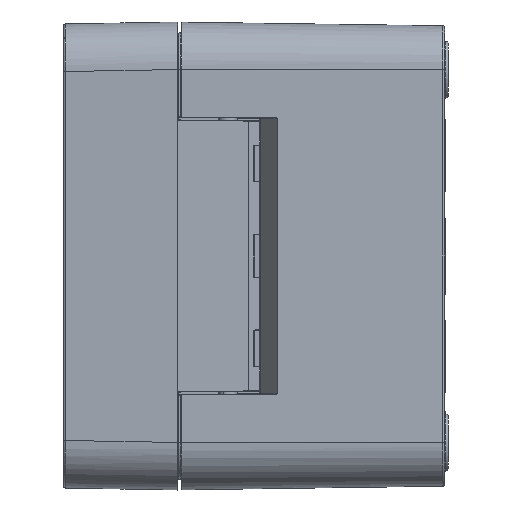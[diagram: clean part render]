
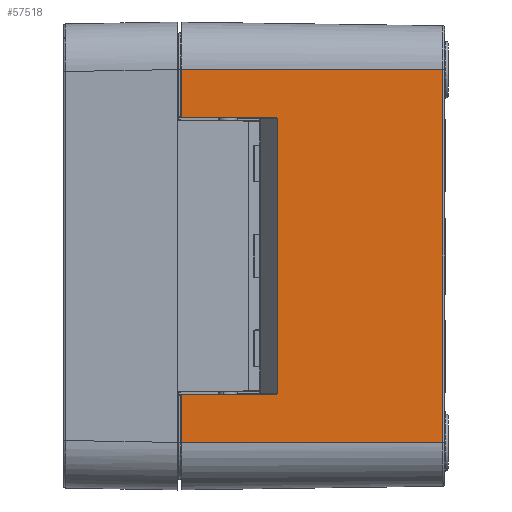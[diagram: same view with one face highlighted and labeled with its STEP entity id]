
A CAD part, left-side view. The second image highlights one B-rep face of the part: STEP entity #57518.
In plain terms, the highlighted planar face has unit normal (-1, -0.014, 0).
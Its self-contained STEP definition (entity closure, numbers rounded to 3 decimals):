
#54743 = EDGE_CURVE ( 'NONE', #54745, #54748, #121919, .T. ) ;
#54745 = VERTEX_POINT ( 'NONE', #121915 ) ;
#54748 = VERTEX_POINT ( 'NONE', #121914 ) ;
#57263 = VERTEX_POINT ( 'NONE', #126519 ) ;
#57343 = VERTEX_POINT ( 'NONE', #126657 ) ;
#57346 = EDGE_CURVE ( 'NONE', #57348, #57343, #126659, .T. ) ;
#57348 = VERTEX_POINT ( 'NONE', #126661 ) ;
#57357 = EDGE_CURVE ( 'NONE', #57359, #57263, #126699, .T. ) ;
#57359 = VERTEX_POINT ( 'NONE', #126695 ) ;
#57392 = VERTEX_POINT ( 'NONE', #126772 ) ;
#57400 = VERTEX_POINT ( 'NONE', #126766 ) ;
#57403 = EDGE_CURVE ( 'NONE', #57392, #57400, #126834, .T. ) ;
#57456 = EDGE_CURVE ( 'NONE', #57343, #57392, #126896, .T. ) ;
#57507 = VERTEX_POINT ( 'NONE', #127333 ) ;
#57508 = ORIENTED_EDGE ( 'NONE', *, *, #57509, .T. ) ;
#57509 = EDGE_CURVE ( 'NONE', #57507, #57348, #127331, .T. ) ;
#57510 = ORIENTED_EDGE ( 'NONE', *, *, #57346, .T. ) ;
#57513 = EDGE_CURVE ( 'NONE', #57400, #57359, #127326, .T. ) ;
#57518 = ADVANCED_FACE ( 'NONE', ( #127416 ), #127411, .T. ) ;
#57520 = EDGE_LOOP ( 'NONE', ( #57522, #57524, #57528, #57530, #57628, #57631, #57634, #57508, #57510, #57601, #57602, #57604 ) ) ;
#57522 = ORIENTED_EDGE ( 'NONE', *, *, #57357, .T. ) ;
#57524 = ORIENTED_EDGE ( 'NONE', *, *, #57525, .T. ) ;
#57525 = EDGE_CURVE ( 'NONE', #57263, #54745, #127438, .T. ) ;
#57528 = ORIENTED_EDGE ( 'NONE', *, *, #54743, .T. ) ;
#57530 = ORIENTED_EDGE ( 'NONE', *, *, #57626, .T. ) ;
#57601 = ORIENTED_EDGE ( 'NONE', *, *, #57456, .T. ) ;
#57602 = ORIENTED_EDGE ( 'NONE', *, *, #57403, .T. ) ;
#57604 = ORIENTED_EDGE ( 'NONE', *, *, #57513, .T. ) ;
#57626 = EDGE_CURVE ( 'NONE', #54748, #57627, #127635, .T. ) ;
#57627 = VERTEX_POINT ( 'NONE', #127637 ) ;
#57628 = ORIENTED_EDGE ( 'NONE', *, *, #57629, .F. ) ;
#57629 = EDGE_CURVE ( 'NONE', #57630, #57627, #127636, .T. ) ;
#57630 = VERTEX_POINT ( 'NONE', #127675 ) ;
#57631 = ORIENTED_EDGE ( 'NONE', *, *, #57632, .T. ) ;
#57632 = EDGE_CURVE ( 'NONE', #57630, #57633, #127671, .T. ) ;
#57633 = VERTEX_POINT ( 'NONE', #127673 ) ;
#57634 = ORIENTED_EDGE ( 'NONE', *, *, #57635, .F. ) ;
#57635 = EDGE_CURVE ( 'NONE', #57507, #57633, #127672, .T. ) ;
#121914 = CARTESIAN_POINT ( 'NONE',  ( -100.363, -27.898, 36.274 ) ) ;
#121915 = CARTESIAN_POINT ( 'NONE',  ( -100.71, -2.899, 36.492 ) ) ;
#121916 = DIRECTION ( 'NONE',  ( 0.014, -1., -0.009 ) ) ;
#121917 = VECTOR ( 'NONE', #121916, 1000. ) ;
#121918 = CARTESIAN_POINT ( 'NONE',  ( -100.753, 0.218, 36.519 ) ) ;
#121919 = LINE ( 'NONE', #121918, #121917 ) ;
#126519 = CARTESIAN_POINT ( 'NONE',  ( -100.711, -2.8, 36.592 ) ) ;
#126657 = CARTESIAN_POINT ( 'NONE',  ( -100.711, -2.8, -49.004 ) ) ;
#126659 = LINE ( 'NONE', #126664, #126663 ) ;
#126661 = CARTESIAN_POINT ( 'NONE',  ( -100.711, -2.8, -36.592 ) ) ;
#126662 = DIRECTION ( 'NONE',  ( 0., 0., -1. ) ) ;
#126663 = VECTOR ( 'NONE', #126662, 1000. ) ;
#126664 = CARTESIAN_POINT ( 'NONE',  ( -100.711, -2.8, 61.5 ) ) ;
#126695 = CARTESIAN_POINT ( 'NONE',  ( -100.711, -2.8, 49.004 ) ) ;
#126696 = DIRECTION ( 'NONE',  ( 0., 0., -1. ) ) ;
#126697 = VECTOR ( 'NONE', #126696, 1000. ) ;
#126698 = CARTESIAN_POINT ( 'NONE',  ( -100.711, -2.8, 61.5 ) ) ;
#126699 = LINE ( 'NONE', #126698, #126697 ) ;
#126766 = CARTESIAN_POINT ( 'NONE',  ( -99.758, -71.507, 49.002 ) ) ;
#126772 = CARTESIAN_POINT ( 'NONE',  ( -99.758, -71.507, -49.002 ) ) ;
#126831 = DIRECTION ( 'NONE',  ( 0., 0., 1. ) ) ;
#126832 = VECTOR ( 'NONE', #126831, 1000. ) ;
#126833 = CARTESIAN_POINT ( 'NONE',  ( -99.758, -71.507, 61.5 ) ) ;
#126834 = LINE ( 'NONE', #126833, #126832 ) ;
#126896 = B_SPLINE_CURVE_WITH_KNOTS ( 'NONE', 3,
 ( #126935, #126933, #126932, #126931 ),
 .UNSPECIFIED., .F., .F.,
 ( 4, 4 ),
 ( 0.408, 0.599 ),
 .UNSPECIFIED. ) ;
#126931 = CARTESIAN_POINT ( 'NONE',  ( -99.758, -71.507, -49.002 ) ) ;
#126932 = CARTESIAN_POINT ( 'NONE',  ( -100.076, -48.605, -49.003 ) ) ;
#126933 = CARTESIAN_POINT ( 'NONE',  ( -100.393, -25.702, -49.003 ) ) ;
#126935 = CARTESIAN_POINT ( 'NONE',  ( -100.711, -2.8, -49.004 ) ) ;
#127326 = B_SPLINE_CURVE_WITH_KNOTS ( 'NONE', 3,
 ( #127415, #127414, #127413, #127412 ),
 .UNSPECIFIED., .F., .F.,
 ( 4, 4 ),
 ( 0.401, 0.592 ),
 .UNSPECIFIED. ) ;
#127327 = CARTESIAN_POINT ( 'NONE',  ( -100.711, -2.8, -36.592 ) ) ;
#127328 = CARTESIAN_POINT ( 'NONE',  ( -100.711, -2.8, -36.534 ) ) ;
#127329 = CARTESIAN_POINT ( 'NONE',  ( -100.711, -2.841, -36.493 ) ) ;
#127330 = CARTESIAN_POINT ( 'NONE',  ( -100.71, -2.899, -36.492 ) ) ;
#127331 =( BOUNDED_CURVE ( )  B_SPLINE_CURVE ( 3, ( #127330, #127329, #127328, #127327 ),
 .UNSPECIFIED., .F., .T. ) 
 B_SPLINE_CURVE_WITH_KNOTS ( ( 4, 4 ),
 ( 4.721, 6.283 ),
 .UNSPECIFIED. ) 
 CURVE ( )  GEOMETRIC_REPRESENTATION_ITEM ( )  RATIONAL_B_SPLINE_CURVE ( ( 1., 0.807, 0.807, 1. ) ) 
 REPRESENTATION_ITEM ( '' )  );
#127333 = CARTESIAN_POINT ( 'NONE',  ( -100.71, -2.899, -36.492 ) ) ;
#127407 = DIRECTION ( 'NONE',  ( 0.014, -1., 0. ) ) ;
#127408 = DIRECTION ( 'NONE',  ( -1., -0.014, 0. ) ) ;
#127409 = CARTESIAN_POINT ( 'NONE',  ( -100.75, 0., 61.5 ) ) ;
#127410 = AXIS2_PLACEMENT_3D ( 'NONE', #127409, #127408, #127407 ) ;
#127411 = PLANE ( 'NONE',  #127410 ) ;
#127412 = CARTESIAN_POINT ( 'NONE',  ( -100.711, -2.8, 49.004 ) ) ;
#127413 = CARTESIAN_POINT ( 'NONE',  ( -100.393, -25.702, 49.003 ) ) ;
#127414 = CARTESIAN_POINT ( 'NONE',  ( -100.076, -48.605, 49.003 ) ) ;
#127415 = CARTESIAN_POINT ( 'NONE',  ( -99.758, -71.507, 49.002 ) ) ;
#127416 = FACE_OUTER_BOUND ( 'NONE', #57520, .T. ) ;
#127433 = CARTESIAN_POINT ( 'NONE',  ( -100.71, -2.899, 36.492 ) ) ;
#127434 = CARTESIAN_POINT ( 'NONE',  ( -100.711, -2.841, 36.493 ) ) ;
#127435 = CARTESIAN_POINT ( 'NONE',  ( -100.711, -2.8, 36.534 ) ) ;
#127436 = CARTESIAN_POINT ( 'NONE',  ( -100.711, -2.8, 36.592 ) ) ;
#127438 =( BOUNDED_CURVE ( )  B_SPLINE_CURVE ( 3, ( #127436, #127435, #127434, #127433 ),
 .UNSPECIFIED., .F., .T. ) 
 B_SPLINE_CURVE_WITH_KNOTS ( ( 4, 4 ),
 ( 0., 1.562 ),
 .UNSPECIFIED. ) 
 CURVE ( )  GEOMETRIC_REPRESENTATION_ITEM ( )  RATIONAL_B_SPLINE_CURVE ( ( 1., 0.807, 0.807, 1. ) ) 
 REPRESENTATION_ITEM ( '' )  );
#127635 =( BOUNDED_CURVE ( )  B_SPLINE_CURVE ( 3, ( #127682, #127681, #127680, #127679 ),
 .UNSPECIFIED., .F., .T. ) 
 B_SPLINE_CURVE_WITH_KNOTS ( ( 4, 4 ),
 ( 1.57, 3.133 ),
 .UNSPECIFIED. ) 
 CURVE ( )  GEOMETRIC_REPRESENTATION_ITEM ( )  RATIONAL_B_SPLINE_CURVE ( ( 1., 0.807, 0.807, 1. ) ) 
 REPRESENTATION_ITEM ( '' )  );
#127636 = LINE ( 'NONE', #127678, #127677 ) ;
#127637 = CARTESIAN_POINT ( 'NONE',  ( -100.361, -28., 36.174 ) ) ;
#127664 = DIRECTION ( 'NONE',  ( 0.014, -1., 0.009 ) ) ;
#127665 = VECTOR ( 'NONE', #127664, 1000. ) ;
#127666 = CARTESIAN_POINT ( 'NONE',  ( -100.738, -0.855, -36.51 ) ) ;
#127667 = CARTESIAN_POINT ( 'NONE',  ( -100.363, -27.898, -36.274 ) ) ;
#127668 = CARTESIAN_POINT ( 'NONE',  ( -100.362, -27.958, -36.273 ) ) ;
#127669 = CARTESIAN_POINT ( 'NONE',  ( -100.361, -28., -36.232 ) ) ;
#127670 = CARTESIAN_POINT ( 'NONE',  ( -100.361, -28., -36.174 ) ) ;
#127671 =( BOUNDED_CURVE ( )  B_SPLINE_CURVE ( 3, ( #127670, #127669, #127668, #127667 ),
 .UNSPECIFIED., .F., .T. ) 
 B_SPLINE_CURVE_WITH_KNOTS ( ( 4, 4 ),
 ( 3.151, 4.713 ),
 .UNSPECIFIED. ) 
 CURVE ( )  GEOMETRIC_REPRESENTATION_ITEM ( )  RATIONAL_B_SPLINE_CURVE ( ( 1., 0.807, 0.807, 1. ) ) 
 REPRESENTATION_ITEM ( '' )  );
#127672 = LINE ( 'NONE', #127666, #127665 ) ;
#127673 = CARTESIAN_POINT ( 'NONE',  ( -100.363, -27.898, -36.274 ) ) ;
#127675 = CARTESIAN_POINT ( 'NONE',  ( -100.361, -28., -36.174 ) ) ;
#127676 = DIRECTION ( 'NONE',  ( 0., 0., 1. ) ) ;
#127677 = VECTOR ( 'NONE', #127676, 1000. ) ;
#127678 = CARTESIAN_POINT ( 'NONE',  ( -100.361, -28., -36.5 ) ) ;
#127679 = CARTESIAN_POINT ( 'NONE',  ( -100.361, -28., 36.174 ) ) ;
#127680 = CARTESIAN_POINT ( 'NONE',  ( -100.361, -28., 36.232 ) ) ;
#127681 = CARTESIAN_POINT ( 'NONE',  ( -100.362, -27.958, 36.273 ) ) ;
#127682 = CARTESIAN_POINT ( 'NONE',  ( -100.363, -27.898, 36.274 ) ) ;
